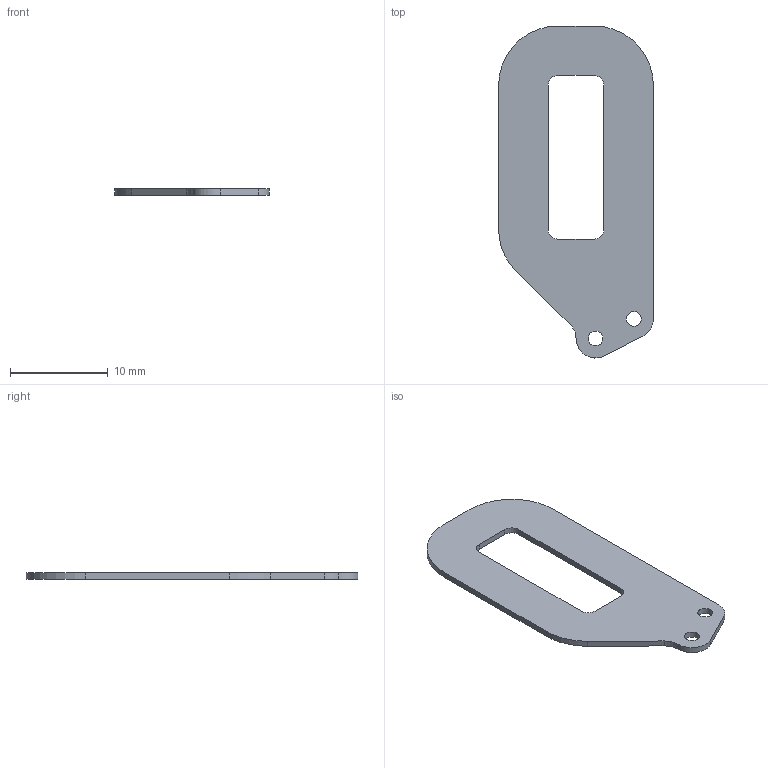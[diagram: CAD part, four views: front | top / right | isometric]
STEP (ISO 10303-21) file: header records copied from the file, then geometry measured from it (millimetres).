
FILE_DESCRIPTION(('Open CASCADE Model'),'2;1');
FILE_NAME('Open CASCADE Shape Model','2025-03-25T07:27:06',('Author'),( 'Open CASCADE'),'Open CASCADE STEP processor 7.5','Open CASCADE 7.5' ,'Unknown');
FILE_SCHEMA(('AUTOMOTIVE_DESIGN { 1 0 10303 214 1 1 1 1 }'));
Length unit declared in the file: millimetre
Products named in the file (3): PCB; BoardPS1-124A-BASIS; Open CASCADE STEP translator 7.5 6.1.1
Assembly tree (2 placements, depth 3):
  PCB
    BoardPS1-124A-BASIS
      Open CASCADE STEP translator 7.5 6.1.1
Bounding box: 15.8 x 33.9 x 0.62 mm (x, y, z)
Volume: 223 mm3; surface area: 805 mm2
Topology: 1 solids, 1 shells, 23 faces, 63 edges, 42 vertices
Faces by surface type: cylinder 12, plane 11
Full cylindrical faces by diameter (mm): 1.5 x2
Entity records: 810 total; most frequent: DIRECTION 139, CARTESIAN_POINT 131, ORIENTED_EDGE 126, EDGE_CURVE 63, AXIS2_PLACEMENT_3D 50, VERTEX_POINT 42, LINE 39, VECTOR 39
